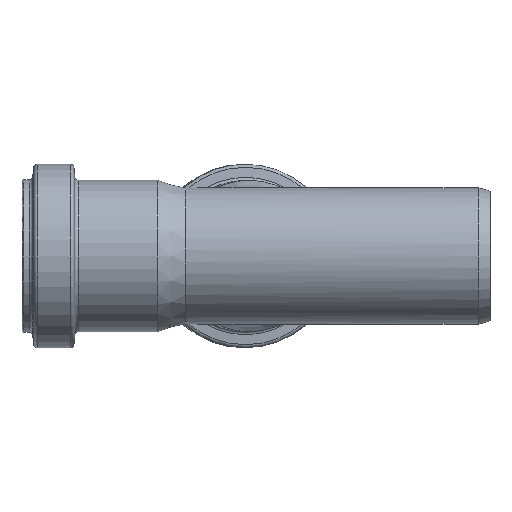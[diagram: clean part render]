
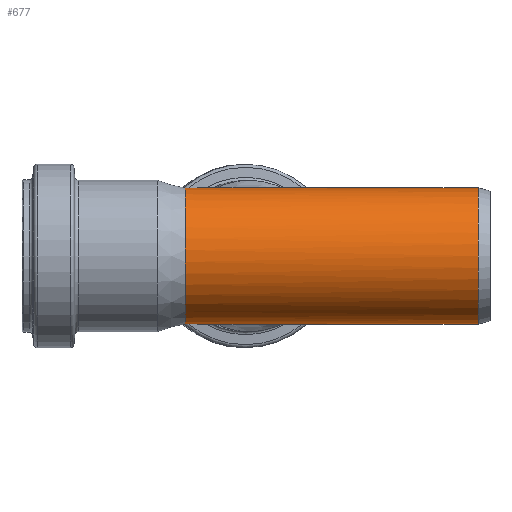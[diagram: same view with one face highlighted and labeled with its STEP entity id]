
A CAD part, left-side view. The second image highlights one B-rep face of the part: STEP entity #677.
In plain terms, the highlighted cylindrical face has radius 20.1 mm (diameter 40.2 mm), a full revolution.
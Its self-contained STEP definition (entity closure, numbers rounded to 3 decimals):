
#53=FACE_BOUND('',#250,.T.);
#109=CIRCLE('',#744,20.1);
#110=CIRCLE('',#745,20.1);
#165=CYLINDRICAL_SURFACE('',#743,20.1);
#188=FACE_OUTER_BOUND('',#249,.T.);
#249=EDGE_LOOP('',(#539));
#250=EDGE_LOOP('',(#540,#541,#542,#543,#544,#545));
#366=B_SPLINE_CURVE_WITH_KNOTS('',3,(#1239,#1240,#1241,#1242,#1243,#1244,
#1245,#1246,#1247,#1248),.UNSPECIFIED.,.F.,.F.,(4,2,2,2,4),(0.,0.014,
0.023,0.029,0.029),.UNSPECIFIED.);
#368=B_SPLINE_CURVE_WITH_KNOTS('',3,(#1257,#1258,#1259,#1260,#1261,#1262,
#1263,#1264,#1265,#1266),.UNSPECIFIED.,.F.,.F.,(4,2,2,2,4),(0.738,
0.744,0.76,0.783,0.824),
 .UNSPECIFIED.);
#371=ELLIPSE('',#736,29.83,20.1);
#374=ELLIPSE('',#739,29.83,20.1);
#376=ELLIPSE('',#741,28.496,20.1);
#380=VERTEX_POINT('',#1135);
#381=VERTEX_POINT('',#1136);
#386=VERTEX_POINT('',#1218);
#387=VERTEX_POINT('',#1238);
#388=VERTEX_POINT('',#1249);
#389=VERTEX_POINT('',#1307);
#392=VERTEX_POINT('',#1391);
#447=EDGE_CURVE('',#380,#381,#371,.T.);
#453=EDGE_CURVE('',#387,#386,#366,.T.);
#455=EDGE_CURVE('',#380,#388,#368,.T.);
#458=EDGE_CURVE('',#389,#386,#374,.T.);
#461=EDGE_CURVE('',#381,#389,#376,.T.);
#463=EDGE_CURVE('',#392,#392,#109,.T.);
#464=EDGE_CURVE('',#388,#387,#110,.T.);
#539=ORIENTED_EDGE('',*,*,#463,.F.);
#540=ORIENTED_EDGE('',*,*,#453,.T.);
#541=ORIENTED_EDGE('',*,*,#458,.F.);
#542=ORIENTED_EDGE('',*,*,#461,.F.);
#543=ORIENTED_EDGE('',*,*,#447,.F.);
#544=ORIENTED_EDGE('',*,*,#455,.T.);
#545=ORIENTED_EDGE('',*,*,#464,.T.);
#677=ADVANCED_FACE('',(#188,#53),#165,.T.);
#736=AXIS2_PLACEMENT_3D('',#1137,#860,#861);
#739=AXIS2_PLACEMENT_3D('',#1309,#866,#867);
#741=AXIS2_PLACEMENT_3D('',#1388,#870,#871);
#743=AXIS2_PLACEMENT_3D('',#1390,#874,#875);
#744=AXIS2_PLACEMENT_3D('',#1392,#876,#877);
#745=AXIS2_PLACEMENT_3D('',#1393,#878,#879);
#860=DIRECTION('center_axis',(0.739,-0.674,0.));
#861=DIRECTION('ref_axis',(0.674,0.739,0.));
#866=DIRECTION('center_axis',(0.739,-0.674,0.));
#867=DIRECTION('ref_axis',(0.674,0.739,0.));
#870=DIRECTION('center_axis',(0.709,0.705,0.));
#871=DIRECTION('ref_axis',(0.705,-0.709,0.));
#874=DIRECTION('center_axis',(0.,-1.,0.));
#875=DIRECTION('ref_axis',(1.,0.,0.));
#876=DIRECTION('center_axis',(0.,-1.,0.));
#877=DIRECTION('ref_axis',(1.,0.,0.));
#878=DIRECTION('center_axis',(0.,-1.,0.));
#879=DIRECTION('ref_axis',(1.,0.,0.));
#1135=CARTESIAN_POINT('',(18.181,0.021,8.571));
#1136=CARTESIAN_POINT('',(0.,-19.916,20.1));
#1137=CARTESIAN_POINT('Origin',(0.,-19.916,
0.));
#1218=CARTESIAN_POINT('',(18.181,0.021,-8.571));
#1238=CARTESIAN_POINT('',(18.067,0.123,-8.808));
#1239=CARTESIAN_POINT('Ctrl Pts',(18.067,0.123,-8.808));
#1240=CARTESIAN_POINT('Ctrl Pts',(18.089,0.123,-8.764));
#1241=CARTESIAN_POINT('Ctrl Pts',(18.111,0.119,-8.717));
#1242=CARTESIAN_POINT('Ctrl Pts',(18.143,0.097,-8.652));
#1243=CARTESIAN_POINT('Ctrl Pts',(18.154,0.086,-8.628));
#1244=CARTESIAN_POINT('Ctrl Pts',(18.17,0.057,-8.594));
#1245=CARTESIAN_POINT('Ctrl Pts',(18.176,0.042,-8.582));
#1246=CARTESIAN_POINT('Ctrl Pts',(18.18,0.024,-8.573));
#1247=CARTESIAN_POINT('Ctrl Pts',(18.181,0.022,-8.572));
#1248=CARTESIAN_POINT('Ctrl Pts',(18.181,0.021,-8.571));
#1249=CARTESIAN_POINT('',(18.067,0.123,8.808));
#1257=CARTESIAN_POINT('Ctrl Pts',(18.181,0.021,8.571));
#1258=CARTESIAN_POINT('Ctrl Pts',(18.18,0.026,8.574));
#1259=CARTESIAN_POINT('Ctrl Pts',(18.178,0.031,8.577));
#1260=CARTESIAN_POINT('Ctrl Pts',(18.172,0.052,8.59));
#1261=CARTESIAN_POINT('Ctrl Pts',(18.166,0.065,8.602));
#1262=CARTESIAN_POINT('Ctrl Pts',(18.15,0.09,8.636));
#1263=CARTESIAN_POINT('Ctrl Pts',(18.14,0.1,8.658));
#1264=CARTESIAN_POINT('Ctrl Pts',(18.11,0.119,8.721));
#1265=CARTESIAN_POINT('Ctrl Pts',(18.088,0.123,8.766));
#1266=CARTESIAN_POINT('Ctrl Pts',(18.067,0.123,8.808));
#1307=CARTESIAN_POINT('',(0.,-19.916,-20.1));
#1309=CARTESIAN_POINT('Origin',(0.,-19.916,
0.));
#1388=CARTESIAN_POINT('Origin',(0.,-19.916,
0.));
#1390=CARTESIAN_POINT('Origin',(0.,0.062,
0.));
#1391=CARTESIAN_POINT('',(20.1,-86.216,0.));
#1392=CARTESIAN_POINT('Origin',(0.,-86.216,
0.));
#1393=CARTESIAN_POINT('Origin',(0.,0.123,
0.));
